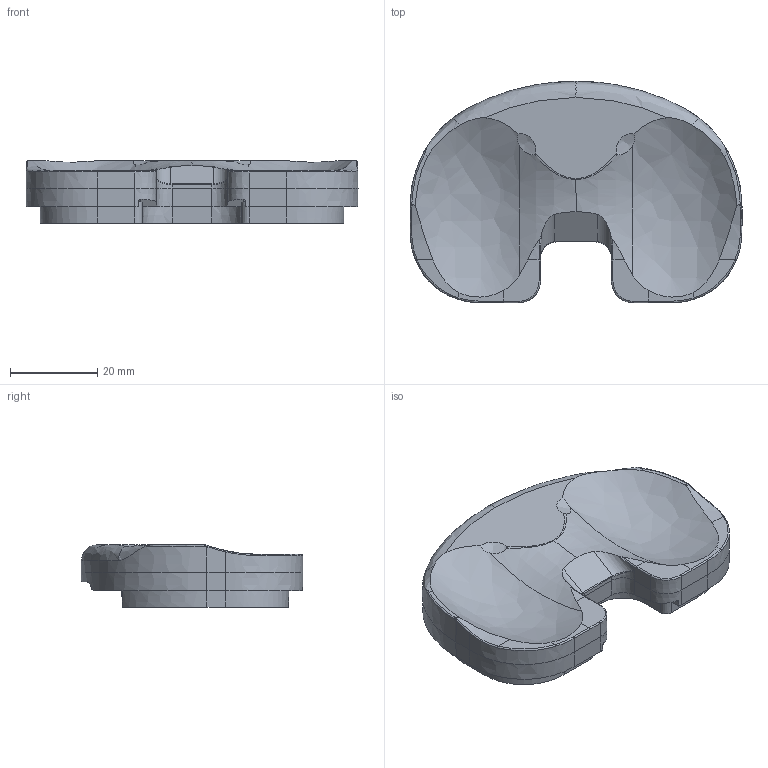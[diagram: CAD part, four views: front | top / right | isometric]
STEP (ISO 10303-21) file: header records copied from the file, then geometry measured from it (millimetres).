
FILE_DESCRIPTION((''),'2;1');
FILE_NAME('CVD-4','2011-05-31T',('Administrator'),(''),'PRO/ENGINEER BY PARAMETRIC TECHNOLOGY CORPORATION, 2001280','PRO/ENGINEER BY PARAMETRIC TECHNOLOGY CORPORATION, 2001280','');
FILE_SCHEMA(('CONFIG_CONTROL_DESIGN'));
Length unit declared in the file: millimetre
Products named in the file (1): CVD-4
Bounding box: 76.06 x 50.79 x 14.3 mm (x, y, z)
Volume: 18596.1 mm3; surface area: 10261 mm2
Topology: 1 solids, 1 shells, 160 faces, 426 edges, 268 vertices
Faces by surface type: bspline 68, plane 49, cylinder 27, cone 14, torus 2
Entity records: 9704 total; most frequent: CARTESIAN_POINT 6334, ORIENTED_EDGE 852, DIRECTION 449, EDGE_CURVE 426, VERTEX_POINT 268, B_SPLINE_CURVE_WITH_KNOTS 219, EDGE_LOOP 160, FACE_OUTER_BOUND 160
